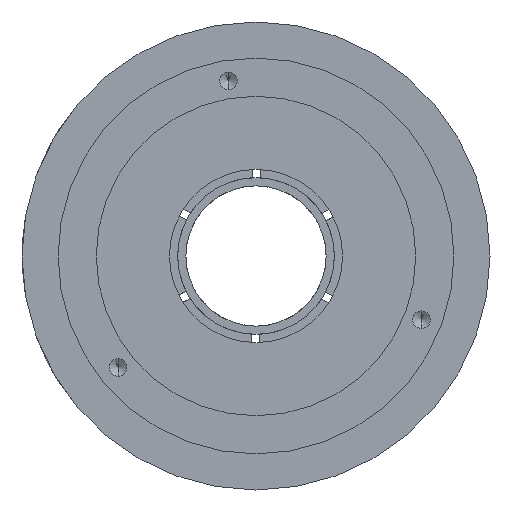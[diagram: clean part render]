
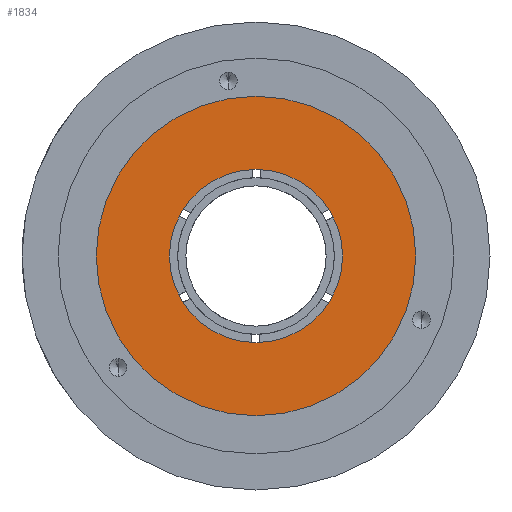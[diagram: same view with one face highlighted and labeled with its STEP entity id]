
A CAD part, front view. The second image highlights one B-rep face of the part: STEP entity #1834.
In plain terms, the highlighted planar face has unit normal (0, -1, 0).
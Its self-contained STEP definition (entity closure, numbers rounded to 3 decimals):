
#218 = ORIENTED_EDGE ( 'NONE', *, *, #6395, .F. ) ;
#249 = CIRCLE ( 'NONE', #5508, 42. ) ;
#664 = EDGE_LOOP ( 'NONE', ( #3555, #218 ) ) ;
#809 = PLANE ( 'NONE',  #8849 ) ;
#1003 = AXIS2_PLACEMENT_3D ( 'NONE', #5493, #6146, #8900 ) ;
#1023 = EDGE_LOOP ( 'NONE', ( #6752, #2310 ) ) ;
#1575 = CARTESIAN_POINT ( 'NONE',  ( 49.103, 54.177, 197.133 ) ) ;
#1834 = ADVANCED_FACE ( 'NONE', ( #5789, #3042 ), #809, .F. ) ;
#2230 = DIRECTION ( 'NONE',  ( 1., 0., 0. ) ) ;
#2310 = ORIENTED_EDGE ( 'NONE', *, *, #3302, .T. ) ;
#2721 = DIRECTION ( 'NONE',  ( 0., 0., -1. ) ) ;
#2944 = CARTESIAN_POINT ( 'NONE',  ( 7.103, 54.177, 197.133 ) ) ;
#3042 = FACE_OUTER_BOUND ( 'NONE', #1023, .T. ) ;
#3302 = EDGE_CURVE ( 'NONE', #8729, #8225, #3354, .T. ) ;
#3354 = CIRCLE ( 'NONE', #6483, 77.5 ) ;
#3467 = DIRECTION ( 'NONE',  ( 0., -1., 0. ) ) ;
#3555 = ORIENTED_EDGE ( 'NONE', *, *, #6234, .F. ) ;
#3576 = VERTEX_POINT ( 'NONE', #6472 ) ;
#4252 = CARTESIAN_POINT ( 'NONE',  ( 49.103, 54.177, 197.133 ) ) ;
#4641 = CARTESIAN_POINT ( 'NONE',  ( 49.103, 54.177, 274.633 ) ) ;
#5139 = DIRECTION ( 'NONE',  ( 0., -1., 0. ) ) ;
#5493 = CARTESIAN_POINT ( 'NONE',  ( 49.103, 54.177, 197.133 ) ) ;
#5501 = CIRCLE ( 'NONE', #1003, 77.5 ) ;
#5508 = AXIS2_PLACEMENT_3D ( 'NONE', #1575, #5793, #7175 ) ;
#5525 = VERTEX_POINT ( 'NONE', #6968 ) ;
#5789 = FACE_BOUND ( 'NONE', #664, .T. ) ;
#5793 = DIRECTION ( 'NONE',  ( 0., -1., 0. ) ) ;
#5808 = EDGE_CURVE ( 'NONE', #8225, #8729, #5501, .T. ) ;
#6146 = DIRECTION ( 'NONE',  ( 0., -1., 0. ) ) ;
#6234 = EDGE_CURVE ( 'NONE', #3576, #5525, #7623, .T. ) ;
#6395 = EDGE_CURVE ( 'NONE', #5525, #3576, #249, .T. ) ;
#6472 = CARTESIAN_POINT ( 'NONE',  ( 49.103, 54.177, 155.133 ) ) ;
#6483 = AXIS2_PLACEMENT_3D ( 'NONE', #4252, #5139, #9298 ) ;
#6605 = DIRECTION ( 'NONE',  ( 0., 1., 0. ) ) ;
#6752 = ORIENTED_EDGE ( 'NONE', *, *, #5808, .T. ) ;
#6938 = CARTESIAN_POINT ( 'NONE',  ( 49.103, 54.177, 119.633 ) ) ;
#6968 = CARTESIAN_POINT ( 'NONE',  ( 49.103, 54.177, 239.133 ) ) ;
#7175 = DIRECTION ( 'NONE',  ( 0., 0., -1. ) ) ;
#7623 = CIRCLE ( 'NONE', #8660, 42. ) ;
#8215 = CARTESIAN_POINT ( 'NONE',  ( 49.103, 54.177, 197.133 ) ) ;
#8225 = VERTEX_POINT ( 'NONE', #6938 ) ;
#8660 = AXIS2_PLACEMENT_3D ( 'NONE', #8215, #3467, #2721 ) ;
#8729 = VERTEX_POINT ( 'NONE', #4641 ) ;
#8849 = AXIS2_PLACEMENT_3D ( 'NONE', #2944, #6605, #2230 ) ;
#8900 = DIRECTION ( 'NONE',  ( 0., 0., -1. ) ) ;
#9298 = DIRECTION ( 'NONE',  ( 0., 0., -1. ) ) ;
